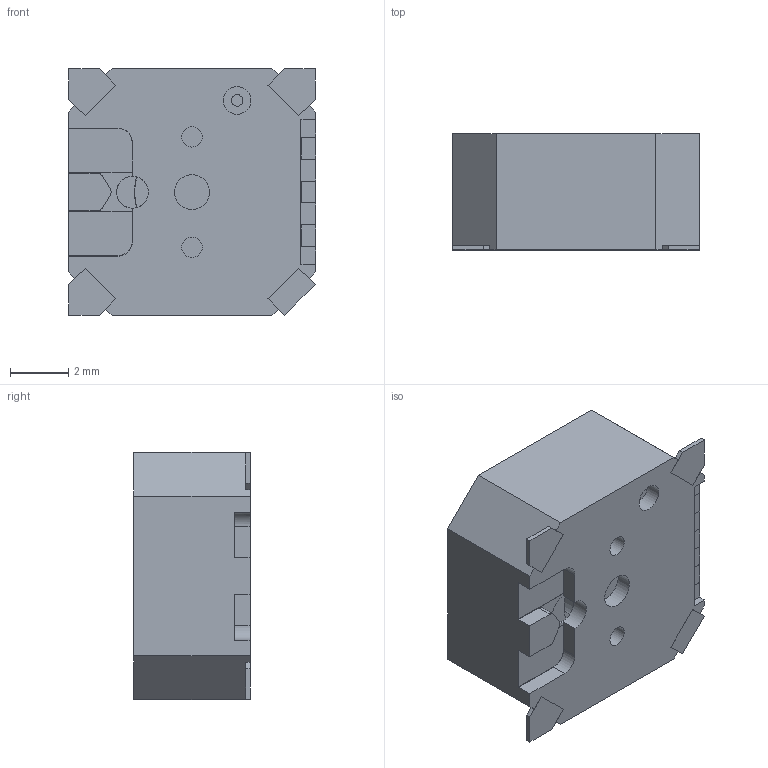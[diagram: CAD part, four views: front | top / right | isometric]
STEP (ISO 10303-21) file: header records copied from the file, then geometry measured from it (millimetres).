
FILE_DESCRIPTION(/* description */ (''),/* implementation_level */ '2;1');
FILE_NAME(/* name */ 'SMT-0820-S-R.ipt.step',/* time_stamp */ '2024-02-07T22:39:30-05:00',/* author */ ('J.D.'),/* organization */ (''),/* preprocessor_version */ 'ST-DEVELOPER v20',/* originating_system */ 'Autodesk Inventor 2024',/* authorisation */ '');
FILE_SCHEMA (('AUTOMOTIVE_DESIGN { 1 0 10303 214 3 1 1 }'));
Length unit declared in the file: millimetre
Products named in the file (1): SMT-0820-S-R
Bounding box: 8.5 x 4 x 8.5 mm (x, y, z)
Volume: 181.9 mm3; surface area: 495.5 mm2
Topology: 1 solids, 1 shells, 168 faces, 442 edges, 289 vertices
Faces by surface type: plane 143, cylinder 25
Full cylindrical faces by diameter (mm): 0.399 x1, 0.7 x2, 0.95 x2, 1.1 x1, 1.2 x2, 1.25 x1, 3 x1, 3.9 x1, 3.95 x1
Entity records: 5318 total; most frequent: CARTESIAN_POINT 900, ORIENTED_EDGE 884, DIRECTION 836, EDGE_CURVE 442, LINE 386, VECTOR 386, VERTEX_POINT 289, AXIS2_PLACEMENT_3D 225
